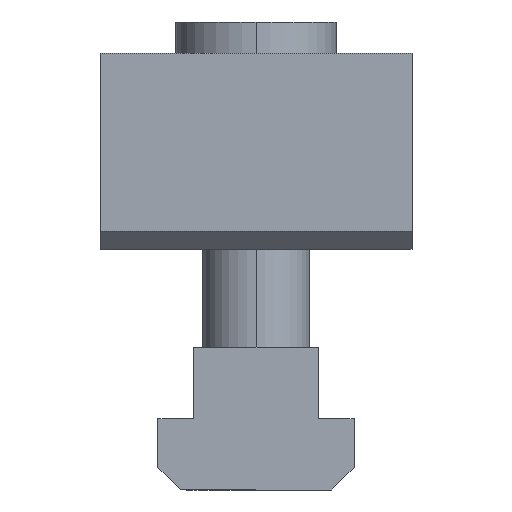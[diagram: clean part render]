
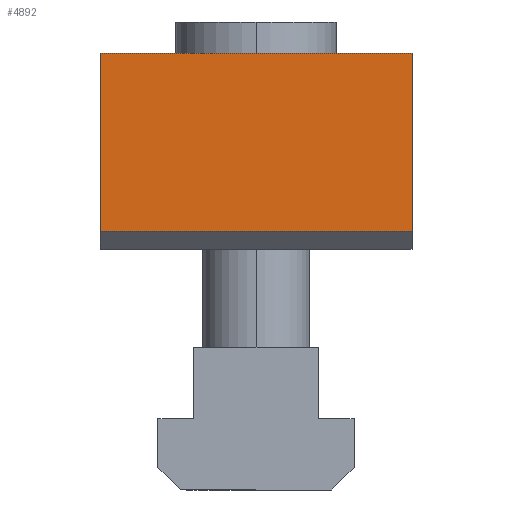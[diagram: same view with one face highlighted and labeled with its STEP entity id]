
A CAD part, left-side view. The second image highlights one B-rep face of the part: STEP entity #4892.
In plain terms, the highlighted planar face has unit normal (-1, 0, 0).
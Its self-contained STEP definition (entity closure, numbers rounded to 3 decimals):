
#622 = ORIENTED_EDGE ( 'NONE', *, *, #2063, .T. ) ;
#627 = CARTESIAN_POINT ( 'NONE',  ( -40., -17.5, 22. ) ) ;
#678 = EDGE_LOOP ( 'NONE', ( #1054, #622, #7136, #7687 ) ) ;
#1003 = CARTESIAN_POINT ( 'NONE',  ( -40., 17.5, 8.667 ) ) ;
#1054 = ORIENTED_EDGE ( 'NONE', *, *, #5861, .T. ) ;
#1469 = CARTESIAN_POINT ( 'NONE',  ( -40., 17.5, 2. ) ) ;
#1527 = CARTESIAN_POINT ( 'NONE',  ( -40., -17.5, 22. ) ) ;
#1842 = CARTESIAN_POINT ( 'NONE',  ( -40., -5.833, 22. ) ) ;
#1993 = B_SPLINE_CURVE_WITH_KNOTS ( 'NONE', 3,
 ( #8042, #1003, #2282, #2959 ),
 .UNSPECIFIED., .F., .F.,
 ( 4, 4 ),
 ( 0., 1. ),
 .UNSPECIFIED. ) ;
#2034 = FACE_OUTER_BOUND ( 'NONE', #678, .T. ) ;
#2063 = EDGE_CURVE ( 'NONE', #8104, #8206, #8197, .T. ) ;
#2282 = CARTESIAN_POINT ( 'NONE',  ( -40., 17.5, 15.333 ) ) ;
#2383 = AXIS2_PLACEMENT_3D ( 'NONE', #5270, #4479, #5230 ) ;
#2938 = B_SPLINE_CURVE_WITH_KNOTS ( 'NONE', 3,
 ( #3559, #5559, #5720, #4264 ),
 .UNSPECIFIED., .F., .F.,
 ( 4, 4 ),
 ( 0., 1. ),
 .UNSPECIFIED. ) ;
#2959 = CARTESIAN_POINT ( 'NONE',  ( -40., 17.5, 22. ) ) ;
#3110 = CARTESIAN_POINT ( 'NONE',  ( -40., 17.5, 22. ) ) ;
#3122 = CARTESIAN_POINT ( 'NONE',  ( -40., 5.833, 22. ) ) ;
#3559 = CARTESIAN_POINT ( 'NONE',  ( -40., 17.5, 2. ) ) ;
#4174 = CARTESIAN_POINT ( 'NONE',  ( -40., -17.5, 22. ) ) ;
#4264 = CARTESIAN_POINT ( 'NONE',  ( -40., -17.5, 2. ) ) ;
#4479 = DIRECTION ( 'NONE',  ( -1., 0., 0. ) ) ;
#4488 = CARTESIAN_POINT ( 'NONE',  ( -40., -17.5, 2. ) ) ;
#4892 = ADVANCED_FACE ( 'NONE', ( #2034 ), #5813, .T. ) ;
#5230 = DIRECTION ( 'NONE',  ( 0., 0., 1. ) ) ;
#5270 = CARTESIAN_POINT ( 'NONE',  ( -40., -17.5, 2. ) ) ;
#5418 = VERTEX_POINT ( 'NONE', #3110 ) ;
#5430 = CARTESIAN_POINT ( 'NONE',  ( -40., -17.5, 2. ) ) ;
#5509 = CARTESIAN_POINT ( 'NONE',  ( -40., -17.5, 15.333 ) ) ;
#5559 = CARTESIAN_POINT ( 'NONE',  ( -40., 5.833, 2. ) ) ;
#5720 = CARTESIAN_POINT ( 'NONE',  ( -40., -5.833, 2. ) ) ;
#5813 = PLANE ( 'NONE',  #2383 ) ;
#5815 = B_SPLINE_CURVE_WITH_KNOTS ( 'NONE', 3,
 ( #6882, #3122, #1842, #627 ),
 .UNSPECIFIED., .F., .F.,
 ( 4, 4 ),
 ( 0., 1. ),
 .UNSPECIFIED. ) ;
#5861 = EDGE_CURVE ( 'NONE', #5942, #8104, #2938, .T. ) ;
#5942 = VERTEX_POINT ( 'NONE', #1469 ) ;
#6265 = EDGE_CURVE ( 'NONE', #5418, #8206, #5815, .T. ) ;
#6688 = CARTESIAN_POINT ( 'NONE',  ( -40., -17.5, 8.667 ) ) ;
#6882 = CARTESIAN_POINT ( 'NONE',  ( -40., 17.5, 22. ) ) ;
#7136 = ORIENTED_EDGE ( 'NONE', *, *, #6265, .F. ) ;
#7449 = EDGE_CURVE ( 'NONE', #5942, #5418, #1993, .T. ) ;
#7687 = ORIENTED_EDGE ( 'NONE', *, *, #7449, .F. ) ;
#8042 = CARTESIAN_POINT ( 'NONE',  ( -40., 17.5, 2. ) ) ;
#8104 = VERTEX_POINT ( 'NONE', #4488 ) ;
#8197 = B_SPLINE_CURVE_WITH_KNOTS ( 'NONE', 3,
 ( #5430, #6688, #5509, #4174 ),
 .UNSPECIFIED., .F., .F.,
 ( 4, 4 ),
 ( 0., 1. ),
 .UNSPECIFIED. ) ;
#8206 = VERTEX_POINT ( 'NONE', #1527 ) ;
